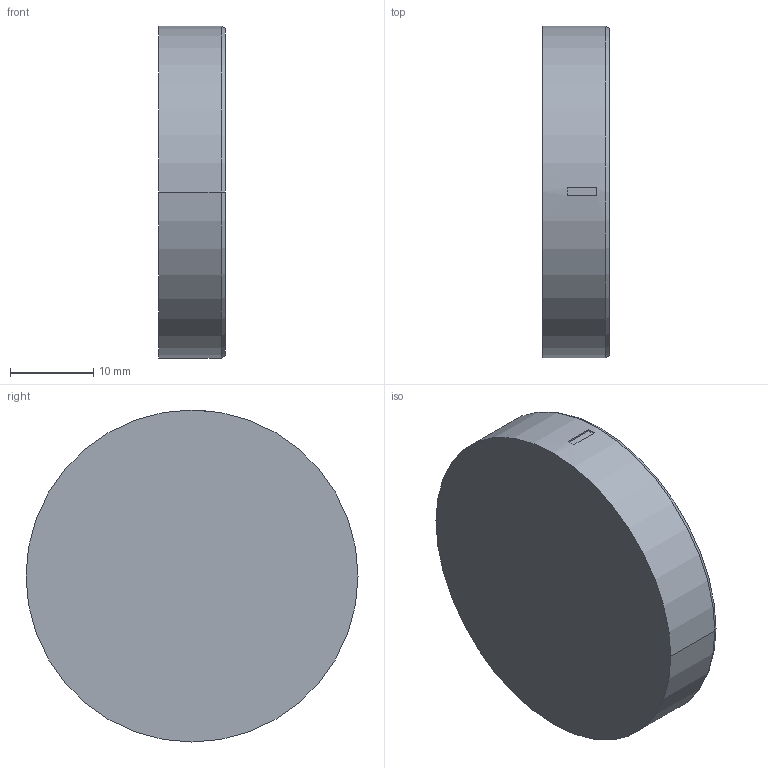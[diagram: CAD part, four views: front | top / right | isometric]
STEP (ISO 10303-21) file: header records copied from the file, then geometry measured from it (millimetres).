
FILE_DESCRIPTION (( 'STEP AP214' ), '1' );
FILE_NAME ('IRB1100_4kg-580-BTM_OmniCore_rev04_Link06_STEP_j.STEP', '2021-11-02T01:07:15', ( '' ), ( '' ), 'SwSTEP 2.0', 'SolidWorks 2018', '' );
FILE_SCHEMA (( 'AUTOMOTIVE_DESIGN' ));
Length unit declared in the file: millimetre
Products named in the file (1): IRB1100_4kg-580-BTM_OmniCore_rev04_Link06_STEP_j
Bounding box: 8 x 40 x 40 mm (x, y, z)
Volume: 7326.3 mm3; surface area: 4746.8 mm2
Topology: 1 solids, 1 shells, 46 faces, 92 edges, 60 vertices
Faces by surface type: cylinder 24, plane 18, cone 4
Entity records: 1252 total; most frequent: DIRECTION 240, CARTESIAN_POINT 199, ORIENTED_EDGE 184, AXIS2_PLACEMENT_3D 101, EDGE_CURVE 92, VERTEX_POINT 60, EDGE_LOOP 58, CIRCLE 54
